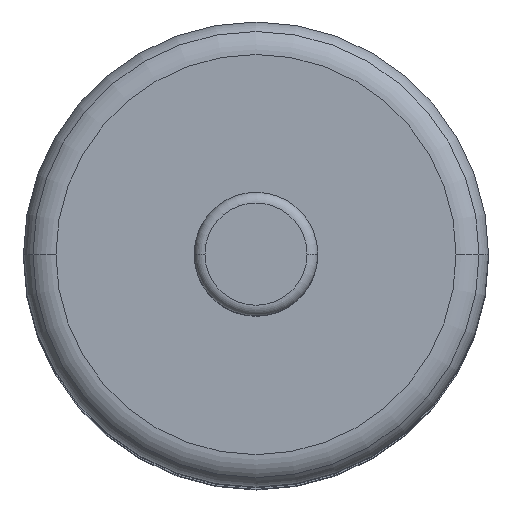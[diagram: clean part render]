
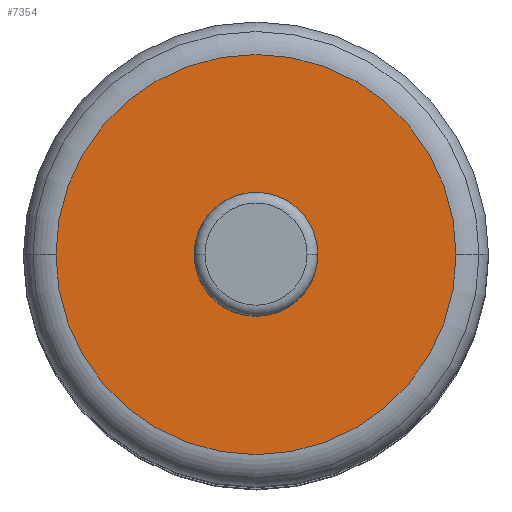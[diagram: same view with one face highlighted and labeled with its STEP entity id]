
A CAD part, top view. The second image highlights one B-rep face of the part: STEP entity #7354.
In plain terms, the highlighted planar face has unit normal (0, 0, 1).
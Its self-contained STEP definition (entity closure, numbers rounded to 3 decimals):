
#7055=CARTESIAN_POINT('',(0.,0.,11.));
#7056=DIRECTION('',(0.,0.,-1.));
#7057=DIRECTION('',(-1.,0.,0.));
#7058=AXIS2_PLACEMENT_3D('',#7055,#7056,#7057);
#7063=CARTESIAN_POINT('',(0.,0.,11.));
#7064=DIRECTION('',(0.,0.,-1.));
#7065=DIRECTION('',(1.,0.,0.));
#7066=AXIS2_PLACEMENT_3D('',#7063,#7064,#7065);
#7071=CARTESIAN_POINT('',(0.,0.,11.));
#7072=DIRECTION('',(0.,0.,1.));
#7073=DIRECTION('',(1.,0.,0.));
#7074=AXIS2_PLACEMENT_3D('',#7071,#7072,#7073);
#7079=CARTESIAN_POINT('',(0.,0.,11.));
#7080=DIRECTION('',(0.,0.,1.));
#7081=DIRECTION('',(-1.,0.,0.));
#7082=AXIS2_PLACEMENT_3D('',#7079,#7080,#7081);
#7193=CARTESIAN_POINT('',(6.15,0.,11.));
#7194=CARTESIAN_POINT('',(-6.15,0.,11.));
#7195=VERTEX_POINT('',#7193);
#7196=VERTEX_POINT('',#7194);
#7197=CARTESIAN_POINT('',(1.9,0.,11.));
#7198=CARTESIAN_POINT('',(-1.9,0.,11.));
#7199=VERTEX_POINT('',#7197);
#7200=VERTEX_POINT('',#7198);
#7338=CARTESIAN_POINT('',(0.,0.,11.));
#7339=DIRECTION('',(0.,0.,1.));
#7340=DIRECTION('',(1.,0.,0.));
#7341=AXIS2_PLACEMENT_3D('',#7338,#7339,#7340);
#7342=PLANE('',#7341);
#7344=ORIENTED_EDGE('',*,*,#7343,.T.);
#7345=ORIENTED_EDGE('',*,*,#7321,.T.);
#7346=EDGE_LOOP('',(#7344,#7345));
#7347=FACE_OUTER_BOUND('',#7346,.F.);
#7349=ORIENTED_EDGE('',*,*,#7348,.T.);
#7351=ORIENTED_EDGE('',*,*,#7350,.T.);
#7352=EDGE_LOOP('',(#7349,#7351));
#7353=FACE_BOUND('',#7352,.F.);
#7059=CIRCLE('',#7058,6.15);
#7067=CIRCLE('',#7066,6.15);
#7075=CIRCLE('',#7074,1.9);
#7083=CIRCLE('',#7082,1.9);
#7321=EDGE_CURVE('',#7195,#7196,#7067,.T.);
#7343=EDGE_CURVE('',#7196,#7195,#7059,.T.);
#7348=EDGE_CURVE('',#7199,#7200,#7075,.T.);
#7350=EDGE_CURVE('',#7200,#7199,#7083,.T.);
#7354=ADVANCED_FACE('',(#7347,#7353),#7342,.T.);
